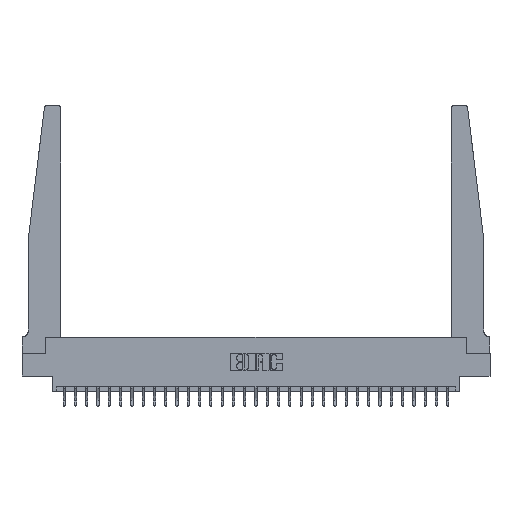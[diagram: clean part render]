
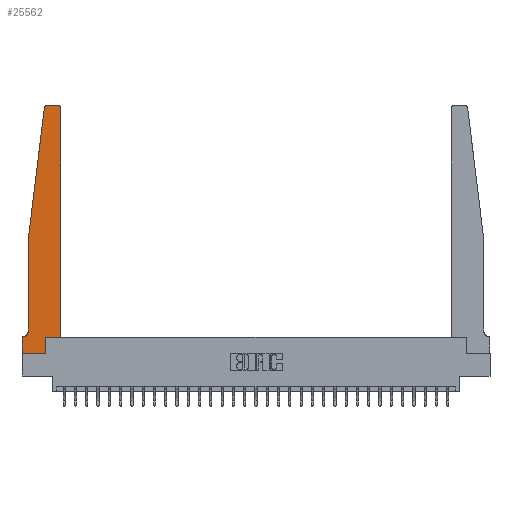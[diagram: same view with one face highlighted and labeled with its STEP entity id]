
A CAD part, top view. The second image highlights one B-rep face of the part: STEP entity #25562.
In plain terms, the highlighted planar face has unit normal (0, 0, 1).
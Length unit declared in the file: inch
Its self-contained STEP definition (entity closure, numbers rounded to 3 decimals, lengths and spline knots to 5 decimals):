
#398 = EDGE_CURVE ( 'NONE', #4658, #5697, #8937, .T. ) ;
#831 = EDGE_CURVE ( 'NONE', #23070, #12119, #16938, .T. ) ;
#922 = AXIS2_PLACEMENT_3D ( 'NONE', #17385, #4012, #19612 ) ;
#977 = DIRECTION ( 'NONE',  ( 1., 0., 0. ) ) ;
#1724 = AXIS2_PLACEMENT_3D ( 'NONE', #23773, #10372, #28223 ) ;
#1938 = ORIENTED_EDGE ( 'NONE', *, *, #23538, .T. ) ;
#2476 = LINE ( 'NONE', #6693, #8474 ) ;
#2511 = DIRECTION ( 'NONE',  ( -1., 0., 0. ) ) ;
#2837 = CARTESIAN_POINT ( 'NONE',  ( 0.395, 2.72, 0.37 ) ) ;
#2897 = CARTESIAN_POINT ( 'NONE',  ( 0.065, 0.2375, 0.37 ) ) ;
#3444 = CARTESIAN_POINT ( 'NONE',  ( 0., 0.1875, 0.37 ) ) ;
#4012 = DIRECTION ( 'NONE',  ( 0., 0., -1. ) ) ;
#4078 = EDGE_CURVE ( 'NONE', #25390, #4658, #27168, .T. ) ;
#4494 = ORIENTED_EDGE ( 'NONE', *, *, #22956, .T. ) ;
#4624 = VERTEX_POINT ( 'NONE', #12382 ) ;
#4658 = VERTEX_POINT ( 'NONE', #23571 ) ;
#5098 = DIRECTION ( 'NONE',  ( 1., 0., 0. ) ) ;
#5121 = AXIS2_PLACEMENT_3D ( 'NONE', #2837, #18478, #5098 ) ;
#5392 = LINE ( 'NONE', #18168, #28341 ) ;
#5598 = CARTESIAN_POINT ( 'NONE',  ( 0.425, 0.18, 0.37 ) ) ;
#5614 = CARTESIAN_POINT ( 'NONE',  ( 0.425, 2.72, 0.37 ) ) ;
#5697 = VERTEX_POINT ( 'NONE', #5598 ) ;
#5711 = VERTEX_POINT ( 'NONE', #3444 ) ;
#5738 = VECTOR ( 'NONE', #28631, 39.37008 ) ;
#6693 = CARTESIAN_POINT ( 'NONE',  ( 0.425, 0.18, 0.37 ) ) ;
#6799 = VECTOR ( 'NONE', #17814, 39.37008 ) ;
#7728 = VECTOR ( 'NONE', #10428, 39.37008 ) ;
#7979 = VERTEX_POINT ( 'NONE', #9172 ) ;
#8189 = CARTESIAN_POINT ( 'NONE',  ( 0.25, 2.75, 0.37 ) ) ;
#8331 = CARTESIAN_POINT ( 'NONE',  ( 0.24675, 2.72367, 0.37 ) ) ;
#8474 = VECTOR ( 'NONE', #28867, 39.37008 ) ;
#8912 = LINE ( 'NONE', #11073, #6799 ) ;
#8937 = LINE ( 'NONE', #20215, #26646 ) ;
#9172 = CARTESIAN_POINT ( 'NONE',  ( 0.395, 2.75, 0.37 ) ) ;
#9347 = VERTEX_POINT ( 'NONE', #21531 ) ;
#9401 = CARTESIAN_POINT ( 'NONE',  ( 0., 0., 0.37 ) ) ;
#9499 = CARTESIAN_POINT ( 'NONE',  ( 0.2605, 0., 0.37 ) ) ;
#9765 = ORIENTED_EDGE ( 'NONE', *, *, #28659, .T. ) ;
#10157 = EDGE_CURVE ( 'NONE', #9347, #23070, #28736, .T. ) ;
#10163 = VECTOR ( 'NONE', #12304, 39.37008 ) ;
#10372 = DIRECTION ( 'NONE',  ( 0., 0., 1. ) ) ;
#10428 = DIRECTION ( 'NONE',  ( -1., 0., 0. ) ) ;
#10520 = VERTEX_POINT ( 'NONE', #8331 ) ;
#10971 = LINE ( 'NONE', #13114, #5738 ) ;
#11073 = CARTESIAN_POINT ( 'NONE',  ( 0., 0., 0.37 ) ) ;
#11160 = EDGE_CURVE ( 'NONE', #7979, #4624, #13682, .T. ) ;
#11376 = VERTEX_POINT ( 'NONE', #9401 ) ;
#11515 = DIRECTION ( 'NONE',  ( -0.122, -0.992, 0. ) ) ;
#12119 = VERTEX_POINT ( 'NONE', #12200 ) ;
#12200 = CARTESIAN_POINT ( 'NONE',  ( 0.015, 0.1875, 0.37 ) ) ;
#12304 = DIRECTION ( 'NONE',  ( 0., 1., 0. ) ) ;
#12382 = CARTESIAN_POINT ( 'NONE',  ( 0.27653, 2.75, 0.37 ) ) ;
#12891 = ORIENTED_EDGE ( 'NONE', *, *, #15225, .T. ) ;
#13016 = ORIENTED_EDGE ( 'NONE', *, *, #14172, .T. ) ;
#13114 = CARTESIAN_POINT ( 'NONE',  ( 0., 0., 0.37 ) ) ;
#13607 = DIRECTION ( 'NONE',  ( 1., 0., 0. ) ) ;
#13682 = LINE ( 'NONE', #8189, #7728 ) ;
#13773 = CIRCLE ( 'NONE', #5121, 0.03 ) ;
#13899 = CARTESIAN_POINT ( 'NONE',  ( 0.065, 1.25, 0.37 ) ) ;
#14172 = EDGE_CURVE ( 'NONE', #4624, #10520, #16254, .T. ) ;
#14427 = DIRECTION ( 'NONE',  ( 0., 0., 1. ) ) ;
#14441 = ORIENTED_EDGE ( 'NONE', *, *, #4078, .T. ) ;
#15225 = EDGE_CURVE ( 'NONE', #12119, #5711, #5392, .T. ) ;
#16112 = DIRECTION ( 'NONE',  ( 0., -1., 0. ) ) ;
#16254 = CIRCLE ( 'NONE', #27676, 0.03 ) ;
#16507 = ORIENTED_EDGE ( 'NONE', *, *, #398, .T. ) ;
#16938 = CIRCLE ( 'NONE', #922, 0.05 ) ;
#17385 = CARTESIAN_POINT ( 'NONE',  ( 0.015, 0.2375, 0.37 ) ) ;
#17814 = DIRECTION ( 'NONE',  ( 1., 0., 0. ) ) ;
#18160 = CARTESIAN_POINT ( 'NONE',  ( 0.065, 1.25, 0.37 ) ) ;
#18168 = CARTESIAN_POINT ( 'NONE',  ( 0.065, 0.1875, 0.37 ) ) ;
#18478 = DIRECTION ( 'NONE',  ( 0., 0., 1. ) ) ;
#19075 = FACE_OUTER_BOUND ( 'NONE', #21313, .T. ) ;
#19612 = DIRECTION ( 'NONE',  ( -1., 0., 0. ) ) ;
#19915 = ORIENTED_EDGE ( 'NONE', *, *, #23337, .T. ) ;
#20215 = CARTESIAN_POINT ( 'NONE',  ( 0.425, 0.18, 0.37 ) ) ;
#21182 = ORIENTED_EDGE ( 'NONE', *, *, #11160, .T. ) ;
#21313 = EDGE_LOOP ( 'NONE', ( #21182, #13016, #4494, #23091, #28427, #12891, #25419, #19915, #14441, #16507, #9765, #1938 ) ) ;
#21531 = CARTESIAN_POINT ( 'NONE',  ( 0.065, 1.25, 0.37 ) ) ;
#22051 = VERTEX_POINT ( 'NONE', #5614 ) ;
#22956 = EDGE_CURVE ( 'NONE', #10520, #9347, #28379, .T. ) ;
#23070 = VERTEX_POINT ( 'NONE', #2897 ) ;
#23091 = ORIENTED_EDGE ( 'NONE', *, *, #10157, .T. ) ;
#23337 = EDGE_CURVE ( 'NONE', #11376, #25390, #8912, .T. ) ;
#23538 = EDGE_CURVE ( 'NONE', #22051, #7979, #13773, .T. ) ;
#23544 = VECTOR ( 'NONE', #16112, 39.37008 ) ;
#23571 = CARTESIAN_POINT ( 'NONE',  ( 0.2605, 0.18, 0.37 ) ) ;
#23773 = CARTESIAN_POINT ( 'NONE',  ( 0., 0.1875, 0.37 ) ) ;
#25390 = VERTEX_POINT ( 'NONE', #9499 ) ;
#25419 = ORIENTED_EDGE ( 'NONE', *, *, #27346, .T. ) ;
#25562 = ADVANCED_FACE ( 'NONE', ( #19075 ), #25982, .T. ) ;
#25982 = PLANE ( 'NONE',  #1724 ) ;
#26646 = VECTOR ( 'NONE', #13607, 39.37008 ) ;
#27168 = LINE ( 'NONE', #27816, #10163 ) ;
#27346 = EDGE_CURVE ( 'NONE', #5711, #11376, #10971, .T. ) ;
#27670 = VECTOR ( 'NONE', #11515, 39.37008 ) ;
#27676 = AXIS2_PLACEMENT_3D ( 'NONE', #27702, #14427, #977 ) ;
#27702 = CARTESIAN_POINT ( 'NONE',  ( 0.27653, 2.72, 0.37 ) ) ;
#27816 = CARTESIAN_POINT ( 'NONE',  ( 0.2605, 0.18, 0.37 ) ) ;
#28223 = DIRECTION ( 'NONE',  ( 1., 0., 0. ) ) ;
#28341 = VECTOR ( 'NONE', #2511, 39.37008 ) ;
#28379 = LINE ( 'NONE', #18160, #27670 ) ;
#28427 = ORIENTED_EDGE ( 'NONE', *, *, #831, .T. ) ;
#28631 = DIRECTION ( 'NONE',  ( 0., -1., 0. ) ) ;
#28659 = EDGE_CURVE ( 'NONE', #5697, #22051, #2476, .T. ) ;
#28736 = LINE ( 'NONE', #13899, #23544 ) ;
#28867 = DIRECTION ( 'NONE',  ( 0., 1., 0. ) ) ;
